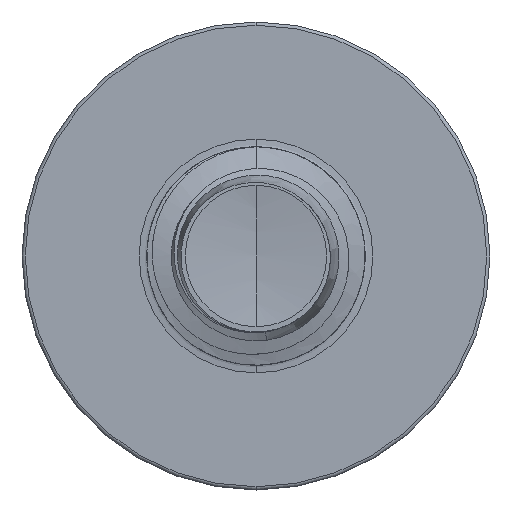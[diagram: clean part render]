
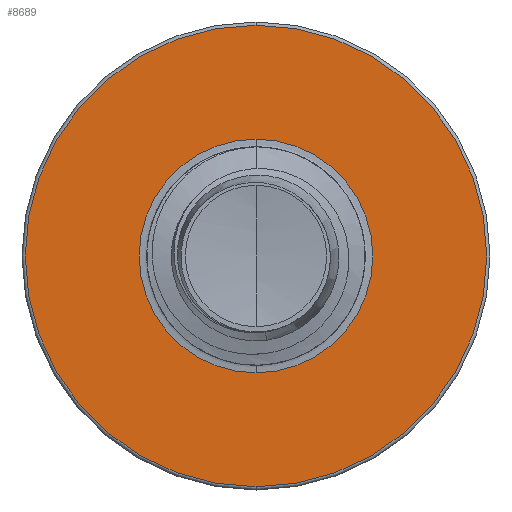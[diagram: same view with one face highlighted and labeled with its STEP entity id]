
A CAD part, front view. The second image highlights one B-rep face of the part: STEP entity #8689.
In plain terms, the highlighted planar face has unit normal (0, -1, 0).
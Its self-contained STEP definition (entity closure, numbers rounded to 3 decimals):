
#116 = FACE_OUTER_BOUND ( 'NONE', #17436, .T. ) ;
#1101 = AXIS2_PLACEMENT_3D ( 'NONE', #10901, #22275, #12704 ) ;
#2384 = EDGE_LOOP ( 'NONE', ( #10349, #10539 ) ) ;
#2785 = DIRECTION ( 'NONE',  ( 0., 0., 1. ) ) ;
#2817 = DIRECTION ( 'NONE',  ( 0., 1., 0. ) ) ;
#2827 = CARTESIAN_POINT ( 'NONE',  ( 0., 8., 0. ) ) ;
#4360 = AXIS2_PLACEMENT_3D ( 'NONE', #2827, #2817, #2785 ) ;
#5101 = EDGE_CURVE ( 'NONE', #10214, #7807, #7575, .T. ) ;
#5765 = DIRECTION ( 'NONE',  ( 0., 0., 1. ) ) ;
#5794 = DIRECTION ( 'NONE',  ( 0., 1., 0. ) ) ;
#5825 = CARTESIAN_POINT ( 'NONE',  ( 0., 8., 0. ) ) ;
#5921 = FACE_BOUND ( 'NONE', #2384, .T. ) ;
#6417 = EDGE_CURVE ( 'NONE', #23371, #18681, #19526, .T. ) ;
#7575 = CIRCLE ( 'NONE', #4360, 3.698 ) ;
#7807 = VERTEX_POINT ( 'NONE', #12820 ) ;
#7881 = EDGE_CURVE ( 'NONE', #18681, #23371, #14498, .T. ) ;
#8689 = ADVANCED_FACE ( 'NONE', ( #116, #5921 ), #10819, .F. ) ;
#9228 = DIRECTION ( 'NONE',  ( 0., 1., 0. ) ) ;
#9769 = EDGE_CURVE ( 'NONE', #7807, #10214, #12597, .T. ) ;
#10214 = VERTEX_POINT ( 'NONE', #13765 ) ;
#10349 = ORIENTED_EDGE ( 'NONE', *, *, #7881, .T. ) ;
#10539 = ORIENTED_EDGE ( 'NONE', *, *, #6417, .T. ) ;
#10819 = PLANE ( 'NONE',  #1101 ) ;
#10901 = CARTESIAN_POINT ( 'NONE',  ( 0., 8., -1.872 ) ) ;
#12311 = DIRECTION ( 'NONE',  ( 0., 0., 1. ) ) ;
#12338 = CARTESIAN_POINT ( 'NONE',  ( 0., 8., 0. ) ) ;
#12381 = DIRECTION ( 'NONE',  ( 0., 1., 0. ) ) ;
#12597 = CIRCLE ( 'NONE', #20788, 3.698 ) ;
#12704 = DIRECTION ( 'NONE',  ( 0., 0., 1. ) ) ;
#12820 = CARTESIAN_POINT ( 'NONE',  ( 0., 8., 3.698 ) ) ;
#13765 = CARTESIAN_POINT ( 'NONE',  ( 0., 8., -3.697 ) ) ;
#14498 = CIRCLE ( 'NONE', #17368, 1.872 ) ;
#14922 = AXIS2_PLACEMENT_3D ( 'NONE', #5825, #5794, #5765 ) ;
#16342 = ORIENTED_EDGE ( 'NONE', *, *, #9769, .F. ) ;
#16361 = ORIENTED_EDGE ( 'NONE', *, *, #5101, .F. ) ;
#17287 = CARTESIAN_POINT ( 'NONE',  ( 0., 8., 1.872 ) ) ;
#17368 = AXIS2_PLACEMENT_3D ( 'NONE', #12338, #12381, #12311 ) ;
#17436 = EDGE_LOOP ( 'NONE', ( #16342, #16361 ) ) ;
#18681 = VERTEX_POINT ( 'NONE', #17287 ) ;
#19438 = CARTESIAN_POINT ( 'NONE',  ( 0., 8., 0. ) ) ;
#19526 = CIRCLE ( 'NONE', #14922, 1.872 ) ;
#20788 = AXIS2_PLACEMENT_3D ( 'NONE', #19438, #9228, #20984 ) ;
#20984 = DIRECTION ( 'NONE',  ( 0., 0., 1. ) ) ;
#22042 = CARTESIAN_POINT ( 'NONE',  ( 0., 8., -1.872 ) ) ;
#22275 = DIRECTION ( 'NONE',  ( 0., 1., 0. ) ) ;
#23371 = VERTEX_POINT ( 'NONE', #22042 ) ;
